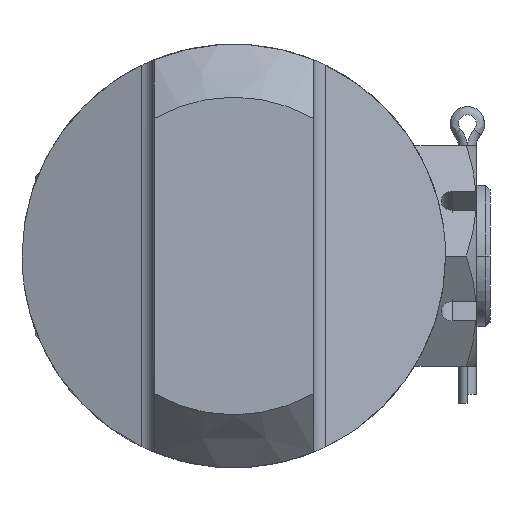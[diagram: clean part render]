
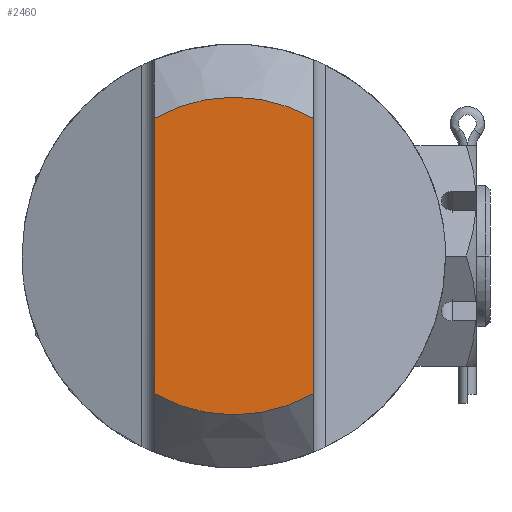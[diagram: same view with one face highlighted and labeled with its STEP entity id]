
A CAD part, front view. The second image highlights one B-rep face of the part: STEP entity #2460.
In plain terms, the highlighted planar face has unit normal (0, -1, 0).
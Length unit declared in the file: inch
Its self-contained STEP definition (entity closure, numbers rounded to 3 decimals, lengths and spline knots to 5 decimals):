
#512=CARTESIAN_POINT('',(0.,-10.75,0.));
#513=DIRECTION('',(0.,1.,0.));
#514=DIRECTION('',(-0.5,0.,0.866));
#515=AXIS2_PLACEMENT_3D('',#512,#513,#514);
#538=DIRECTION('',(0.,0.,-1.));
#539=VECTOR('',#538,3.89711);
#540=CARTESIAN_POINT('',(1.125,-10.75,1.94856));
#541=LINE('',#540,#539);
#542=DIRECTION('',(0.,0.,-1.));
#543=VECTOR('',#542,3.89711);
#544=CARTESIAN_POINT('',(-1.125,-10.75,1.94856));
#545=LINE('',#544,#543);
#546=CARTESIAN_POINT('',(0.,-10.75,0.));
#547=DIRECTION('',(0.,1.,0.));
#548=DIRECTION('',(0.5,0.,-0.866));
#549=AXIS2_PLACEMENT_3D('',#546,#547,#548);
#1715=CARTESIAN_POINT('',(-1.125,-10.75,1.94856));
#1716=CARTESIAN_POINT('',(1.125,-10.75,1.94856));
#1717=VERTEX_POINT('',#1715);
#1718=VERTEX_POINT('',#1716);
#1723=CARTESIAN_POINT('',(1.125,-10.75,-1.94856));
#1724=CARTESIAN_POINT('',(-1.125,-10.75,-1.94856));
#1725=VERTEX_POINT('',#1723);
#1726=VERTEX_POINT('',#1724);
#2448=CARTESIAN_POINT('',(0.,-10.75,0.));
#2449=DIRECTION('',(0.,1.,0.));
#2450=DIRECTION('',(1.,0.,0.));
#2451=AXIS2_PLACEMENT_3D('',#2448,#2449,#2450);
#2452=PLANE('',#2451);
#2453=ORIENTED_EDGE('',*,*,#2347,.T.);
#2455=ORIENTED_EDGE('',*,*,#2454,.T.);
#2456=ORIENTED_EDGE('',*,*,#2399,.F.);
#2457=ORIENTED_EDGE('',*,*,#2440,.T.);
#2458=EDGE_LOOP('',(#2453,#2455,#2456,#2457));
#2459=FACE_OUTER_BOUND('',#2458,.F.);
#2460=ADVANCED_FACE('',(#2459),#2452,.F.);
#516=CIRCLE('',#515,2.25);
#550=CIRCLE('',#549,2.25);
#2347=EDGE_CURVE('',#1718,#1725,#541,.T.);
#2399=EDGE_CURVE('',#1717,#1726,#545,.T.);
#2440=EDGE_CURVE('',#1717,#1718,#516,.T.);
#2454=EDGE_CURVE('',#1725,#1726,#550,.T.);
